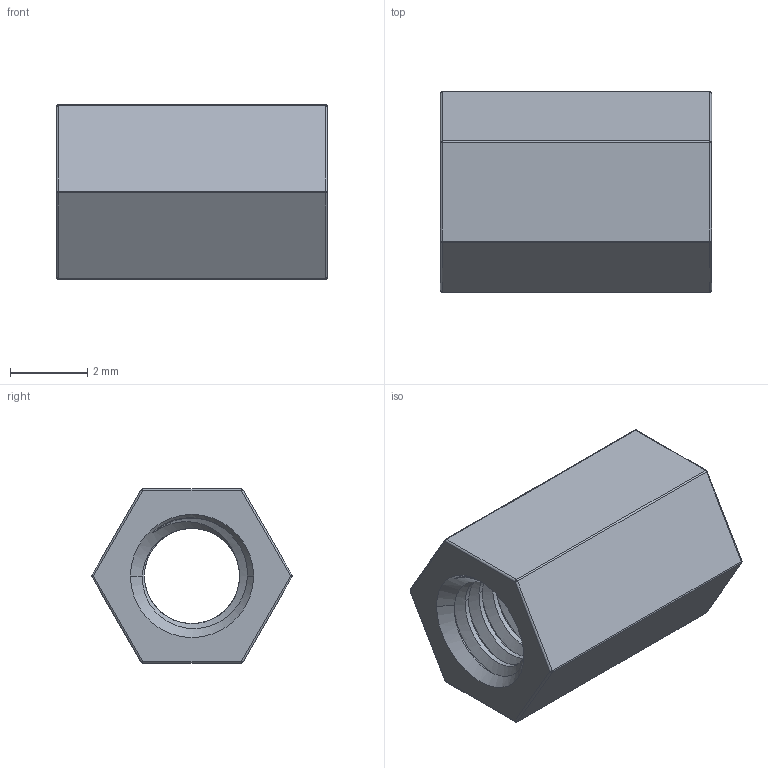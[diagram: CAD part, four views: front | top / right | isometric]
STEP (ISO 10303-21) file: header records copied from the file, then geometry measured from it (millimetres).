
FILE_DESCRIPTION((''),'2;1');
FILE_NAME('001_ROUND_HEX_STANDOFFS','2020-07-08T',('SYSTEM'),(''),'PRO/ENGINEER BY PARAMETRIC TECHNOLOGY CORPORATION, 2016360','PRO/ENGINEER BY PARAMETRIC TECHNOLOGY CORPORATION, 2016360','');
FILE_SCHEMA(('AUTOMOTIVE_DESIGN { 1 0 10303 214 1 1 1 1 }'));
Length unit declared in the file: millimetre
Products named in the file (1): 001_ROUND_HEX_STANDOFFS
Bounding box: 7 x 5.18 x 4.5 mm (x, y, z)
Volume: 81.8 mm3; surface area: 225.5 mm2
Topology: 1 solids, 1 shells, 78 faces, 180 edges, 104 vertices
Faces by surface type: cylinder 42, bspline 12, sphere 12, plane 8, cone 4
Entity records: 7097 total; most frequent: CARTESIAN_POINT 5270, ORIENTED_EDGE 360, DIRECTION 285, EDGE_CURVE 180, COLOUR_RGB 110, AXIS2_PLACEMENT_3D 108, VERTEX_POINT 104, EDGE_LOOP 80
